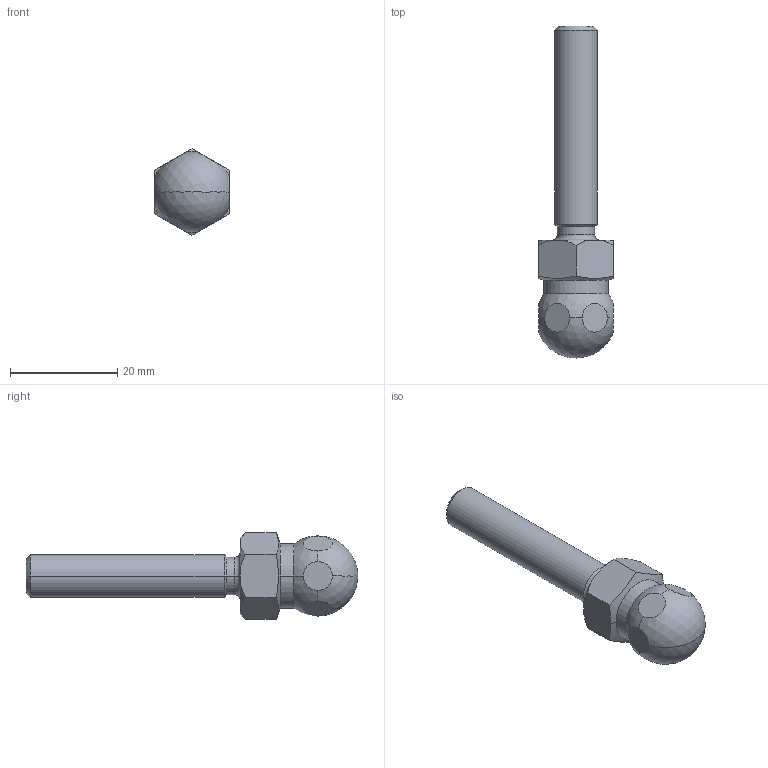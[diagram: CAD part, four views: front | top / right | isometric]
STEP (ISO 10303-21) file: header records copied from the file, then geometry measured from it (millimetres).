
FILE_DESCRIPTION((''),'2;1');
FILE_NAME('12145_STEBLO_NOGE_M8X40','2022-09-19T08:17:05',('PredragRovcanin'),('Audax d.o.o.'),'CREO PARAMETRIC BY PTC INC, 2020281','CREO PARAMETRIC BY PTC INC, 2020281','');
FILE_SCHEMA(('AP242_MANAGED_MODEL_BASED_3D_ENGINEERING_MIM_LF { 1 0 10303 442 1 1 4 }'));
Length unit declared in the file: millimetre
Products named in the file (1): 12145_STEBLO_NOGE_M8X40
Bounding box: 14 x 62 x 16.17 mm (x, y, z)
Volume: 5061.3 mm3; surface area: 2207.3 mm2
Topology: 1 solids, 1 shells, 38 faces, 101 edges, 63 vertices
Faces by surface type: plane 14, cone 12, cylinder 6, sphere 4, torus 2
Entity records: 1998 total; most frequent: CARTESIAN_POINT 336, COLOUR_RGB 322, DIRECTION 199, ORIENTED_EDGE 192, PRESENTATION_STYLE_ASSIGNMENT 99, STYLED_ITEM 99, CURVE_STYLE 98, EDGE_CURVE 96
